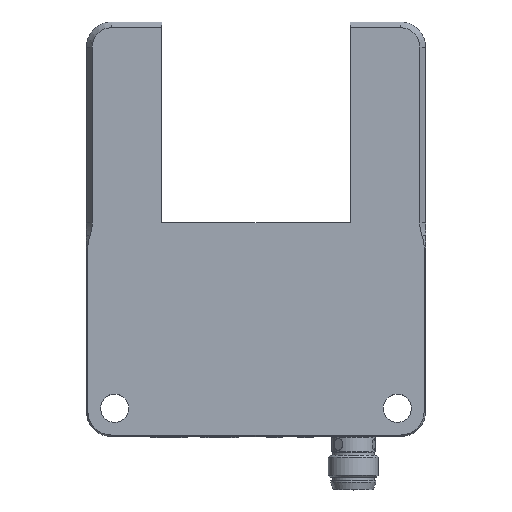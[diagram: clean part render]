
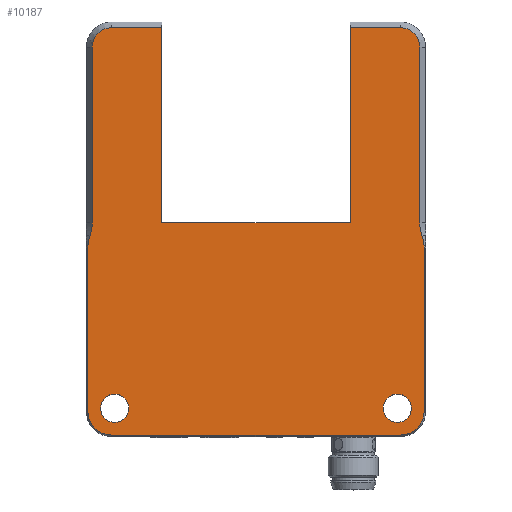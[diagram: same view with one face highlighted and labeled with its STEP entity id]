
A CAD part, top view. The second image highlights one B-rep face of the part: STEP entity #10187.
In plain terms, the highlighted planar face has unit normal (0, 0, 1).
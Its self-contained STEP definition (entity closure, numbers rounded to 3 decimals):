
#514=FACE_BOUND('',#1195,.T.);
#515=FACE_BOUND('',#1196,.T.);
#573=ELLIPSE('',#10817,7.871,6.817);
#574=ELLIPSE('',#10818,7.871,6.817);
#575=ELLIPSE('',#10821,7.871,6.817);
#576=ELLIPSE('',#10822,7.871,6.817);
#602=FACE_OUTER_BOUND('',#1194,.T.);
#1194=EDGE_LOOP('',(#6778,#6779,#6780,#6781,#6782,#6783,#6784,#6785,#6786,
#6787,#6788,#6789,#6790,#6791,#6792,#6793,#6794,#6795));
#1195=EDGE_LOOP('',(#6796));
#1196=EDGE_LOOP('',(#6797));
#1872=LINE('',#14210,#2910);
#1873=LINE('',#14216,#2911);
#1874=LINE('',#14220,#2912);
#1875=LINE('',#14224,#2913);
#1876=LINE('',#14230,#2914);
#1877=LINE('',#14234,#2915);
#1878=LINE('',#14236,#2916);
#1879=LINE('',#14238,#2917);
#1880=LINE('',#14240,#2918);
#1881=LINE('',#14241,#2919);
#2910=VECTOR('',#11626,10.);
#2911=VECTOR('',#11631,10.);
#2912=VECTOR('',#11634,10.);
#2913=VECTOR('',#11637,10.);
#2914=VECTOR('',#11642,10.);
#2915=VECTOR('',#11645,10.);
#2916=VECTOR('',#11646,10.);
#2917=VECTOR('',#11647,10.);
#2918=VECTOR('',#11648,10.);
#2919=VECTOR('',#11649,10.);
#3921=CIRCLE('',#10816,3.076);
#3922=CIRCLE('',#10819,3.769);
#3923=CIRCLE('',#10820,3.769);
#3924=CIRCLE('',#10823,3.076);
#3925=CIRCLE('',#10824,2.25);
#3926=CIRCLE('',#10825,2.25);
#4199=VERTEX_POINT('',#14206);
#4200=VERTEX_POINT('',#14207);
#4201=VERTEX_POINT('',#14209);
#4202=VERTEX_POINT('',#14211);
#4203=VERTEX_POINT('',#14213);
#4204=VERTEX_POINT('',#14215);
#4205=VERTEX_POINT('',#14217);
#4206=VERTEX_POINT('',#14219);
#4207=VERTEX_POINT('',#14221);
#4208=VERTEX_POINT('',#14223);
#4209=VERTEX_POINT('',#14225);
#4210=VERTEX_POINT('',#14227);
#4211=VERTEX_POINT('',#14229);
#4212=VERTEX_POINT('',#14231);
#4213=VERTEX_POINT('',#14233);
#4214=VERTEX_POINT('',#14235);
#4215=VERTEX_POINT('',#14237);
#4216=VERTEX_POINT('',#14239);
#4217=VERTEX_POINT('',#14242);
#4218=VERTEX_POINT('',#14244);
#5223=EDGE_CURVE('',#4199,#4200,#3921,.T.);
#5224=EDGE_CURVE('',#4201,#4199,#1872,.T.);
#5225=EDGE_CURVE('',#4201,#4202,#573,.T.);
#5226=EDGE_CURVE('',#4203,#4202,#574,.T.);
#5227=EDGE_CURVE('',#4203,#4204,#1873,.T.);
#5228=EDGE_CURVE('',#4205,#4204,#3922,.T.);
#5229=EDGE_CURVE('',#4206,#4205,#1874,.T.);
#5230=EDGE_CURVE('',#4207,#4206,#3923,.T.);
#5231=EDGE_CURVE('',#4207,#4208,#1875,.T.);
#5232=EDGE_CURVE('',#4209,#4208,#575,.T.);
#5233=EDGE_CURVE('',#4209,#4210,#576,.T.);
#5234=EDGE_CURVE('',#4211,#4210,#1876,.T.);
#5235=EDGE_CURVE('',#4212,#4211,#3924,.T.);
#5236=EDGE_CURVE('',#4213,#4212,#1877,.T.);
#5237=EDGE_CURVE('',#4214,#4213,#1878,.T.);
#5238=EDGE_CURVE('',#4214,#4215,#1879,.T.);
#5239=EDGE_CURVE('',#4216,#4215,#1880,.T.);
#5240=EDGE_CURVE('',#4200,#4216,#1881,.T.);
#5241=EDGE_CURVE('',#4217,#4217,#3925,.T.);
#5242=EDGE_CURVE('',#4218,#4218,#3926,.T.);
#6778=ORIENTED_EDGE('',*,*,#5223,.F.);
#6779=ORIENTED_EDGE('',*,*,#5224,.F.);
#6780=ORIENTED_EDGE('',*,*,#5225,.T.);
#6781=ORIENTED_EDGE('',*,*,#5226,.F.);
#6782=ORIENTED_EDGE('',*,*,#5227,.T.);
#6783=ORIENTED_EDGE('',*,*,#5228,.F.);
#6784=ORIENTED_EDGE('',*,*,#5229,.F.);
#6785=ORIENTED_EDGE('',*,*,#5230,.F.);
#6786=ORIENTED_EDGE('',*,*,#5231,.T.);
#6787=ORIENTED_EDGE('',*,*,#5232,.F.);
#6788=ORIENTED_EDGE('',*,*,#5233,.T.);
#6789=ORIENTED_EDGE('',*,*,#5234,.F.);
#6790=ORIENTED_EDGE('',*,*,#5235,.F.);
#6791=ORIENTED_EDGE('',*,*,#5236,.F.);
#6792=ORIENTED_EDGE('',*,*,#5237,.F.);
#6793=ORIENTED_EDGE('',*,*,#5238,.T.);
#6794=ORIENTED_EDGE('',*,*,#5239,.F.);
#6795=ORIENTED_EDGE('',*,*,#5240,.F.);
#6796=ORIENTED_EDGE('',*,*,#5241,.T.);
#6797=ORIENTED_EDGE('',*,*,#5242,.T.);
#9846=PLANE('',#10815);
#10187=ADVANCED_FACE('',(#602,#514,#515),#9846,.T.);
#10815=AXIS2_PLACEMENT_3D('',#14205,#11622,#11623);
#10816=AXIS2_PLACEMENT_3D('',#14208,#11624,#11625);
#10817=AXIS2_PLACEMENT_3D('',#14212,#11627,#11628);
#10818=AXIS2_PLACEMENT_3D('',#14214,#11629,#11630);
#10819=AXIS2_PLACEMENT_3D('',#14218,#11632,#11633);
#10820=AXIS2_PLACEMENT_3D('',#14222,#11635,#11636);
#10821=AXIS2_PLACEMENT_3D('',#14226,#11638,#11639);
#10822=AXIS2_PLACEMENT_3D('',#14228,#11640,#11641);
#10823=AXIS2_PLACEMENT_3D('',#14232,#11643,#11644);
#10824=AXIS2_PLACEMENT_3D('',#14243,#11650,#11651);
#10825=AXIS2_PLACEMENT_3D('',#14245,#11652,#11653);
#11622=DIRECTION('center_axis',(0.,0.,1.));
#11623=DIRECTION('ref_axis',(1.,0.,0.));
#11624=DIRECTION('center_axis',(0.,0.,
-1.));
#11625=DIRECTION('ref_axis',(-0.707,0.707,0.));
#11626=DIRECTION('',(0.,1.,0.));
#11627=DIRECTION('center_axis',(0.,0.,
-1.));
#11628=DIRECTION('ref_axis',(1.,0.,0.));
#11629=DIRECTION('center_axis',(0.,0.,
-1.));
#11630=DIRECTION('ref_axis',(-1.,0.,0.));
#11631=DIRECTION('',(0.,-1.,0.));
#11632=DIRECTION('center_axis',(0.,0.,-1.));
#11633=DIRECTION('ref_axis',(-0.707,-0.707,0.));
#11634=DIRECTION('',(-1.,0.,0.));
#11635=DIRECTION('center_axis',(0.,0.,-1.));
#11636=DIRECTION('ref_axis',(0.707,-0.707,0.));
#11637=DIRECTION('',(0.,1.,0.));
#11638=DIRECTION('center_axis',(0.,0.,
-1.));
#11639=DIRECTION('ref_axis',(1.,0.,0.));
#11640=DIRECTION('center_axis',(0.,0.,
-1.));
#11641=DIRECTION('ref_axis',(-1.,0.,0.));
#11642=DIRECTION('',(0.,-1.,0.));
#11643=DIRECTION('center_axis',(0.,0.,
-1.));
#11644=DIRECTION('ref_axis',(0.707,0.707,0.));
#11645=DIRECTION('',(1.,0.,0.));
#11646=DIRECTION('',(0.,1.,0.));
#11647=DIRECTION('',(-1.,0.,0.));
#11648=DIRECTION('',(0.,-1.,0.));
#11649=DIRECTION('',(1.,0.,0.));
#11650=DIRECTION('center_axis',(0.,0.,-1.));
#11651=DIRECTION('ref_axis',(1.,0.,0.));
#11652=DIRECTION('center_axis',(0.,0.,-1.));
#11653=DIRECTION('ref_axis',(1.,0.,0.));
#14205=CARTESIAN_POINT('Origin',(27.,17.,12.));
#14206=CARTESIAN_POINT('',(0.924,62.,12.));
#14207=CARTESIAN_POINT('',(4.,65.076,12.));
#14208=CARTESIAN_POINT('Origin',(4.,62.,12.));
#14209=CARTESIAN_POINT('',(0.924,34.,12.));
#14210=CARTESIAN_POINT('',(0.924,56.375,12.));
#14211=CARTESIAN_POINT('',(0.577,32.,12.));
#14212=CARTESIAN_POINT('Origin',(-6.947,34.,12.));
#14213=CARTESIAN_POINT('',(0.231,30.,12.));
#14214=CARTESIAN_POINT('Origin',(8.102,30.,12.));
#14215=CARTESIAN_POINT('',(0.231,4.,12.));
#14216=CARTESIAN_POINT('',(0.231,46.75,12.));
#14217=CARTESIAN_POINT('',(4.,0.231,12.));
#14218=CARTESIAN_POINT('Origin',(4.,4.,12.));
#14219=CARTESIAN_POINT('',(50.,0.231,12.));
#14220=CARTESIAN_POINT('',(13.5,0.231,12.));
#14221=CARTESIAN_POINT('',(53.769,4.,12.));
#14222=CARTESIAN_POINT('Origin',(50.,4.,12.));
#14223=CARTESIAN_POINT('',(53.769,30.,12.));
#14224=CARTESIAN_POINT('',(53.769,27.5,12.));
#14225=CARTESIAN_POINT('',(53.423,32.,12.));
#14226=CARTESIAN_POINT('Origin',(45.898,30.,12.));
#14227=CARTESIAN_POINT('',(53.076,34.,12.));
#14228=CARTESIAN_POINT('Origin',(60.947,34.,12.));
#14229=CARTESIAN_POINT('',(53.076,62.,12.));
#14230=CARTESIAN_POINT('',(53.076,37.125,12.));
#14231=CARTESIAN_POINT('',(50.,65.076,12.));
#14232=CARTESIAN_POINT('Origin',(50.,62.,12.));
#14233=CARTESIAN_POINT('',(42.,65.076,12.));
#14234=CARTESIAN_POINT('',(54.,65.076,12.));
#14235=CARTESIAN_POINT('',(42.,34.,12.));
#14236=CARTESIAN_POINT('',(42.,27.5,12.));
#14237=CARTESIAN_POINT('',(12.,34.,12.));
#14238=CARTESIAN_POINT('',(54.,34.,12.));
#14239=CARTESIAN_POINT('',(12.,65.076,12.));
#14240=CARTESIAN_POINT('',(12.,66.,12.));
#14241=CARTESIAN_POINT('',(0.,65.076,12.));
#14242=CARTESIAN_POINT('',(2.25,4.5,12.));
#14243=CARTESIAN_POINT('Origin',(4.5,4.5,12.));
#14244=CARTESIAN_POINT('',(47.25,4.5,12.));
#14245=CARTESIAN_POINT('Origin',(49.5,4.5,12.));
